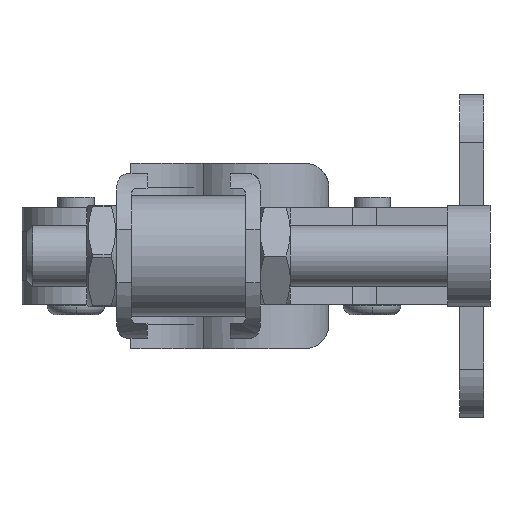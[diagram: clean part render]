
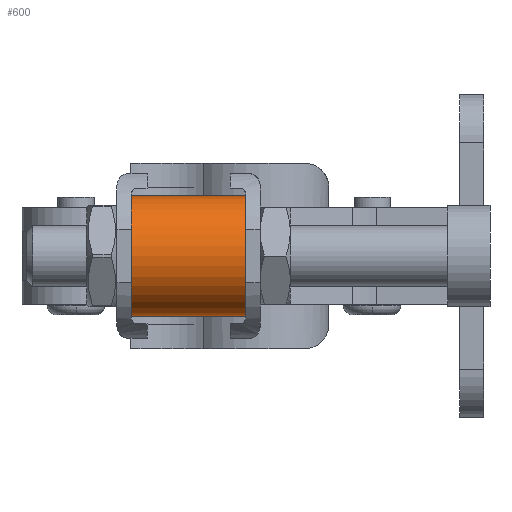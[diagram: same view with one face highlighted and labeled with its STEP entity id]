
A CAD part, left-side view. The second image highlights one B-rep face of the part: STEP entity #600.
In plain terms, the highlighted cylindrical face has radius 5 mm (diameter 10 mm), a partial arc.
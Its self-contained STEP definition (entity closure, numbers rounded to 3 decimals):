
#600 = ADVANCED_FACE( '', ( #1119 ), #1120, .T. );
#1119 = FACE_OUTER_BOUND( '', #1753, .T. );
#1120 = CYLINDRICAL_SURFACE( '', #1754, 5. );
#1753 = EDGE_LOOP( '', ( #3572, #3573, #3574, #3575 ) );
#1754 = AXIS2_PLACEMENT_3D( '', #3576, #3577, #3578 );
#3572 = ORIENTED_EDGE( '', *, *, #4929, .T. );
#3573 = ORIENTED_EDGE( '', *, *, #4961, .F. );
#3574 = ORIENTED_EDGE( '', *, *, #4962, .T. );
#3575 = ORIENTED_EDGE( '', *, *, #4959, .T. );
#3576 = CARTESIAN_POINT( '', ( -32.3, 19.8, 0. ) );
#3577 = DIRECTION( '', ( 0., -1., 0. ) );
#3578 = DIRECTION( '', ( 0., 0., -1. ) );
#4929 = EDGE_CURVE( '', #6049, #6047, #6050, .T. );
#4959 = EDGE_CURVE( '', #6097, #6049, #6098, .T. );
#4961 = EDGE_CURVE( '', #6100, #6047, #6101, .T. );
#4962 = EDGE_CURVE( '', #6100, #6097, #6102, .T. );
#6047 = VERTEX_POINT( '', #7627 );
#6049 = VERTEX_POINT( '', #7630 );
#6050 = CIRCLE( '', #7631, 5. );
#6097 = VERTEX_POINT( '', #7698 );
#6098 = LINE( '', #7699, #7700 );
#6100 = VERTEX_POINT( '', #7703 );
#6101 = LINE( '', #7704, #7705 );
#6102 = CIRCLE( '', #7706, 5. );
#7627 = CARTESIAN_POINT( '', ( -32.3, 29.4, -5. ) );
#7630 = CARTESIAN_POINT( '', ( -32.3, 29.4, 5. ) );
#7631 = AXIS2_PLACEMENT_3D( '', #9773, #9774, #9775 );
#7698 = CARTESIAN_POINT( '', ( -32.3, 19.8, 5. ) );
#7699 = CARTESIAN_POINT( '', ( -32.3, 19.8, 5. ) );
#7700 = VECTOR( '', #9823, 1. );
#7703 = CARTESIAN_POINT( '', ( -32.3, 19.8, -5. ) );
#7704 = CARTESIAN_POINT( '', ( -32.3, 19.8, -5. ) );
#7705 = VECTOR( '', #9825, 1. );
#7706 = AXIS2_PLACEMENT_3D( '', #9826, #9827, #9828 );
#9773 = CARTESIAN_POINT( '', ( -32.3, 29.4, 0. ) );
#9774 = DIRECTION( '', ( 0., -1., 0. ) );
#9775 = DIRECTION( '', ( 0., 0., -1. ) );
#9823 = DIRECTION( '', ( 0., 1., 0. ) );
#9825 = DIRECTION( '', ( 0., 1., 0. ) );
#9826 = CARTESIAN_POINT( '', ( -32.3, 19.8, 0. ) );
#9827 = DIRECTION( '', ( 0., 1., 0. ) );
#9828 = DIRECTION( '', ( 0., 0., -1. ) );
